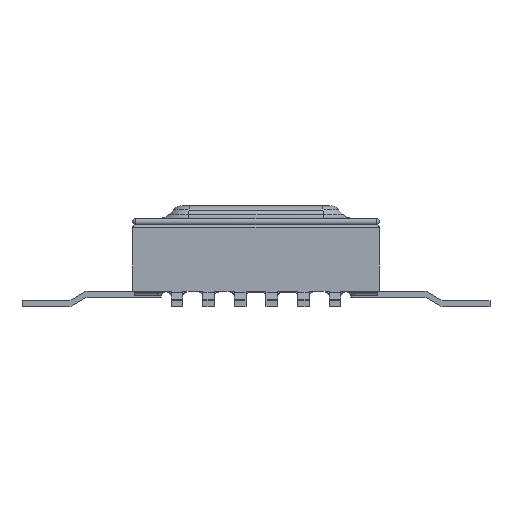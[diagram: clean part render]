
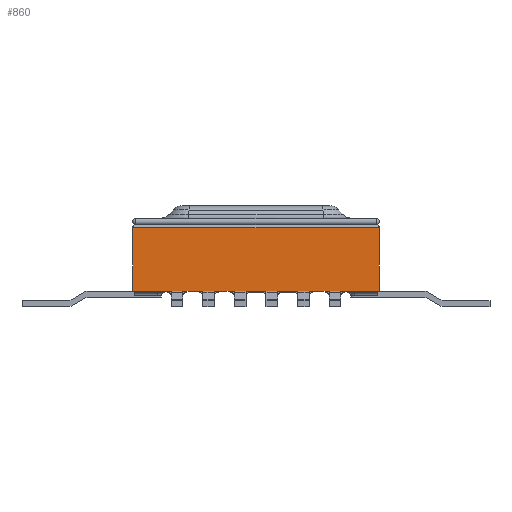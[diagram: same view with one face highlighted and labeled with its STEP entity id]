
A CAD part, front view. The second image highlights one B-rep face of the part: STEP entity #860.
In plain terms, the highlighted planar face has unit normal (0, -1, 0).
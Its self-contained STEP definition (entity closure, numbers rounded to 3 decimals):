
#860=ADVANCED_FACE('',(#6195),#6197,.T.);
#6195=FACE_BOUND('',#6196,.T.);
#6196=EDGE_LOOP('',(#11786,#11787,#11788,#11789,#11790,#11791,#11792,#11793,#11794,
#11795,#11796,#11797,#11798,#11799,#11800,#11801));
#6197=PLANE('',#6198);
#6198=AXIS2_PLACEMENT_3D('',#6199,#6200,#6201);
#6199=CARTESIAN_POINT('',(-3.9,-3.7,0.2));
#6200=DIRECTION('',(0.,-1.,0.));
#6201=DIRECTION('',(1.,0.,0.));
#11786=ORIENTED_EDGE('',*,*,#14824,.T.);
#11787=ORIENTED_EDGE('',*,*,#14629,.T.);
#11788=ORIENTED_EDGE('',*,*,#14825,.T.);
#11789=ORIENTED_EDGE('',*,*,#14621,.T.);
#11790=ORIENTED_EDGE('',*,*,#14826,.T.);
#11791=ORIENTED_EDGE('',*,*,#14613,.T.);
#11792=ORIENTED_EDGE('',*,*,#14827,.T.);
#11793=ORIENTED_EDGE('',*,*,#14605,.T.);
#11794=ORIENTED_EDGE('',*,*,#14828,.F.);
#11795=ORIENTED_EDGE('',*,*,#14597,.T.);
#11796=ORIENTED_EDGE('',*,*,#14823,.F.);
#11797=ORIENTED_EDGE('',*,*,#14829,.T.);
#11798=ORIENTED_EDGE('',*,*,#14809,.F.);
#11799=ORIENTED_EDGE('',*,*,#14645,.T.);
#11800=ORIENTED_EDGE('',*,*,#14830,.T.);
#11801=ORIENTED_EDGE('',*,*,#14637,.T.);
#14597=EDGE_CURVE('',#16353,#16351,#16354,.T.);
#14605=EDGE_CURVE('',#16369,#16367,#16370,.T.);
#14613=EDGE_CURVE('',#16385,#16383,#16386,.T.);
#14621=EDGE_CURVE('',#16401,#16399,#16402,.T.);
#14629=EDGE_CURVE('',#16417,#16415,#16418,.T.);
#14637=EDGE_CURVE('',#16433,#16431,#16434,.T.);
#14645=EDGE_CURVE('',#16449,#16447,#16450,.T.);
#14809=EDGE_CURVE('',#16449,#16721,#16722,.T.);
#14823=EDGE_CURVE('',#16741,#16351,#16743,.T.);
#14824=EDGE_CURVE('',#16431,#16417,#16744,.T.);
#14825=EDGE_CURVE('',#16415,#16401,#16745,.T.);
#14826=EDGE_CURVE('',#16399,#16385,#16746,.T.);
#14827=EDGE_CURVE('',#16383,#16369,#16747,.T.);
#14828=EDGE_CURVE('',#16353,#16367,#16748,.T.);
#14829=EDGE_CURVE('',#16741,#16721,#16749,.T.);
#14830=EDGE_CURVE('',#16447,#16433,#16750,.T.);
#16351=VERTEX_POINT('',#19354);
#16353=VERTEX_POINT('',#19358);
#16354=LINE('',#19359,#19360);
#16367=VERTEX_POINT('',#19386);
#16369=VERTEX_POINT('',#19390);
#16370=LINE('',#19391,#19392);
#16383=VERTEX_POINT('',#19418);
#16385=VERTEX_POINT('',#19422);
#16386=LINE('',#19423,#19424);
#16399=VERTEX_POINT('',#19450);
#16401=VERTEX_POINT('',#19454);
#16402=LINE('',#19455,#19456);
#16415=VERTEX_POINT('',#19482);
#16417=VERTEX_POINT('',#19486);
#16418=LINE('',#19487,#19488);
#16431=VERTEX_POINT('',#19514);
#16433=VERTEX_POINT('',#19518);
#16434=LINE('',#19519,#19520);
#16447=VERTEX_POINT('',#19546);
#16449=VERTEX_POINT('',#19550);
#16450=LINE('',#19551,#19552);
#16721=VERTEX_POINT('',#20182);
#16722=LINE('',#20183,#20184);
#16741=VERTEX_POINT('',#20228);
#16743=LINE('',#20232,#20233);
#16744=LINE('',#20235,#20236);
#16745=LINE('',#20238,#20239);
#16746=LINE('',#20241,#20242);
#16747=LINE('',#20244,#20245);
#16748=LINE('',#20247,#20248);
#16749=LINE('',#20250,#20251);
#16750=LINE('',#20253,#20254);
#19354=CARTESIAN_POINT('',(3.9,-3.7,0.2));
#19358=CARTESIAN_POINT('',(2.685,-3.7,0.2));
#19359=CARTESIAN_POINT('',(2.685,-3.7,0.2));
#19360=VECTOR('',#19361,1.);
#19361=DIRECTION('',(1.,0.,0.));
#19386=CARTESIAN_POINT('',(2.315,-3.7,0.2));
#19390=CARTESIAN_POINT('',(1.685,-3.7,0.2));
#19391=CARTESIAN_POINT('',(1.685,-3.7,0.2));
#19392=VECTOR('',#19393,1.);
#19393=DIRECTION('',(1.,0.,0.));
#19418=CARTESIAN_POINT('',(1.315,-3.7,0.2));
#19422=CARTESIAN_POINT('',(0.685,-3.7,0.2));
#19423=CARTESIAN_POINT('',(0.685,-3.7,0.2));
#19424=VECTOR('',#19425,1.);
#19425=DIRECTION('',(1.,0.,0.));
#19450=CARTESIAN_POINT('',(0.315,-3.7,0.2));
#19454=CARTESIAN_POINT('',(-0.315,-3.7,0.2));
#19455=CARTESIAN_POINT('',(-0.315,-3.7,0.2));
#19456=VECTOR('',#19457,1.);
#19457=DIRECTION('',(1.,0.,0.));
#19482=CARTESIAN_POINT('',(-0.685,-3.7,0.2));
#19486=CARTESIAN_POINT('',(-1.315,-3.7,0.2));
#19487=CARTESIAN_POINT('',(-1.315,-3.7,0.2));
#19488=VECTOR('',#19489,1.);
#19489=DIRECTION('',(1.,0.,0.));
#19514=CARTESIAN_POINT('',(-1.685,-3.7,0.2));
#19518=CARTESIAN_POINT('',(-2.315,-3.7,0.2));
#19519=CARTESIAN_POINT('',(-2.315,-3.7,0.2));
#19520=VECTOR('',#19521,1.);
#19521=DIRECTION('',(1.,0.,0.));
#19546=CARTESIAN_POINT('',(-2.685,-3.7,0.2));
#19550=CARTESIAN_POINT('',(-3.9,-3.7,0.2));
#19551=CARTESIAN_POINT('',(-3.9,-3.7,0.2));
#19552=VECTOR('',#19553,1.);
#19553=DIRECTION('',(1.,0.,0.));
#20182=CARTESIAN_POINT('',(-3.9,-3.7,2.2));
#20183=CARTESIAN_POINT('',(-3.9,-3.7,0.2));
#20184=VECTOR('',#20185,1.);
#20185=DIRECTION('',(0.,0.,1.));
#20228=CARTESIAN_POINT('',(3.9,-3.7,2.2));
#20232=CARTESIAN_POINT('',(3.9,-3.7,2.2));
#20233=VECTOR('',#20234,1.);
#20234=DIRECTION('',(0.,0.,-1.));
#20235=CARTESIAN_POINT('',(-1.685,-3.7,0.2));
#20236=VECTOR('',#20237,1.);
#20237=DIRECTION('',(1.,0.,0.));
#20238=CARTESIAN_POINT('',(-0.685,-3.7,0.2));
#20239=VECTOR('',#20240,1.);
#20240=DIRECTION('',(1.,0.,0.));
#20241=CARTESIAN_POINT('',(0.315,-3.7,0.2));
#20242=VECTOR('',#20243,1.);
#20243=DIRECTION('',(1.,0.,0.));
#20244=CARTESIAN_POINT('',(1.315,-3.7,0.2));
#20245=VECTOR('',#20246,1.);
#20246=DIRECTION('',(1.,0.,0.));
#20247=CARTESIAN_POINT('',(2.685,-3.7,0.2));
#20248=VECTOR('',#20249,1.);
#20249=DIRECTION('',(-1.,0.,0.));
#20250=CARTESIAN_POINT('',(3.9,-3.7,2.2));
#20251=VECTOR('',#20252,1.);
#20252=DIRECTION('',(-1.,0.,0.));
#20253=CARTESIAN_POINT('',(-2.685,-3.7,0.2));
#20254=VECTOR('',#20255,1.);
#20255=DIRECTION('',(1.,0.,0.));
